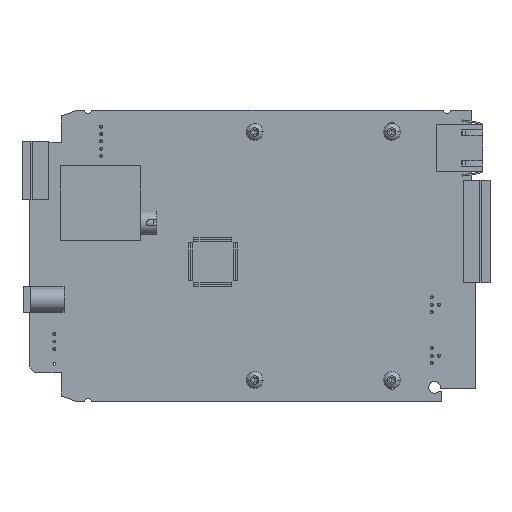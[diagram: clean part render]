
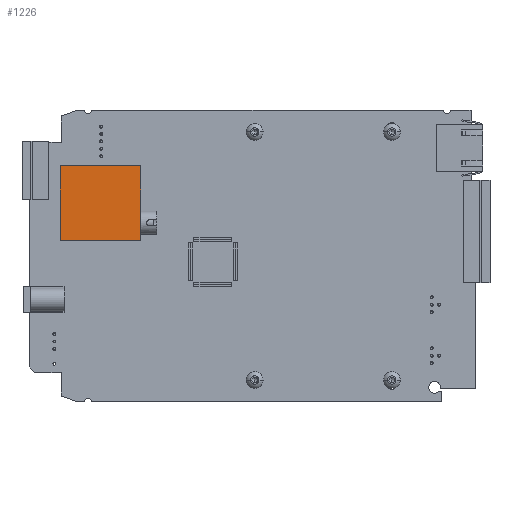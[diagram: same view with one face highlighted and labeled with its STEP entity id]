
A CAD part, front view. The second image highlights one B-rep face of the part: STEP entity #1226.
In plain terms, the highlighted face is planar.
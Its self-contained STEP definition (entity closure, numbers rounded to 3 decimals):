
#1056 = FACE_OUTER_BOUND ( 'NONE', #15228, .T. ) ;
#1226 = ADVANCED_FACE ( 'NONE', ( #1056 ), #32130, .T. ) ;
#2805 = LINE ( 'NONE', #13783, #2827 ) ;
#2827 = VECTOR ( 'NONE', #13787, 1000. ) ;
#2829 = LINE ( 'NONE', #13198, #3039 ) ;
#3039 = VECTOR ( 'NONE', #13197, 1000. ) ;
#3153 = LINE ( 'NONE', #33422, #3229 ) ;
#3229 = VECTOR ( 'NONE', #33443, 1000. ) ;
#6471 = AXIS2_PLACEMENT_3D ( 'NONE', #32470, #32383, #32449 ) ;
#13059 = CARTESIAN_POINT ( 'NONE',  ( 13.75, 10., 12.75 ) ) ;
#13197 = DIRECTION ( 'NONE',  ( 1., 0., 0. ) ) ;
#13198 = CARTESIAN_POINT ( 'NONE',  ( 13.75, 10., 12.75 ) ) ;
#13252 = CARTESIAN_POINT ( 'NONE',  ( -13.75, 10., -12.75 ) ) ;
#13783 = CARTESIAN_POINT ( 'NONE',  ( 13.75, 10., -12.75 ) ) ;
#13787 = DIRECTION ( 'NONE',  ( -1., 0., 0. ) ) ;
#15228 = EDGE_LOOP ( 'NONE', ( #20771, #20772, #20773, #20774 ) ) ;
#16468 = EDGE_CURVE ( 'NONE', #24794, #27257, #33841, .T. ) ;
#16479 = EDGE_CURVE ( 'NONE', #24433, #27066, #3153, .T. ) ;
#16522 = EDGE_CURVE ( 'NONE', #27257, #24433, #2829, .T. ) ;
#16592 = EDGE_CURVE ( 'NONE', #27066, #24794, #2805, .T. ) ;
#20771 = ORIENTED_EDGE ( 'NONE', *, *, #16468, .T. ) ;
#20772 = ORIENTED_EDGE ( 'NONE', *, *, #16522, .T. ) ;
#20773 = ORIENTED_EDGE ( 'NONE', *, *, #16479, .T. ) ;
#20774 = ORIENTED_EDGE ( 'NONE', *, *, #16592, .T. ) ;
#24433 = VERTEX_POINT ( 'NONE', #13059 ) ;
#24794 = VERTEX_POINT ( 'NONE', #13252 ) ;
#26328 = CARTESIAN_POINT ( 'NONE',  ( 13.75, 10., -12.75 ) ) ;
#26401 = CARTESIAN_POINT ( 'NONE',  ( -13.75, 10., 12.75 ) ) ;
#27066 = VERTEX_POINT ( 'NONE', #26328 ) ;
#27257 = VERTEX_POINT ( 'NONE', #26401 ) ;
#32130 = PLANE ( 'NONE',  #6471 ) ;
#32383 = DIRECTION ( 'NONE',  ( 0., 1., 0. ) ) ;
#32449 = DIRECTION ( 'NONE',  ( 0., 0., 1. ) ) ;
#32470 = CARTESIAN_POINT ( 'NONE',  ( 0., 10., 0. ) ) ;
#33228 = DIRECTION ( 'NONE',  ( 0., 0., 1. ) ) ;
#33230 = CARTESIAN_POINT ( 'NONE',  ( -13.75, 10., 12.75 ) ) ;
#33422 = CARTESIAN_POINT ( 'NONE',  ( 13.75, 10., 12.75 ) ) ;
#33443 = DIRECTION ( 'NONE',  ( 0., 0., -1. ) ) ;
#33527 = VECTOR ( 'NONE', #33228, 1000. ) ;
#33841 = LINE ( 'NONE', #33230, #33527 ) ;
